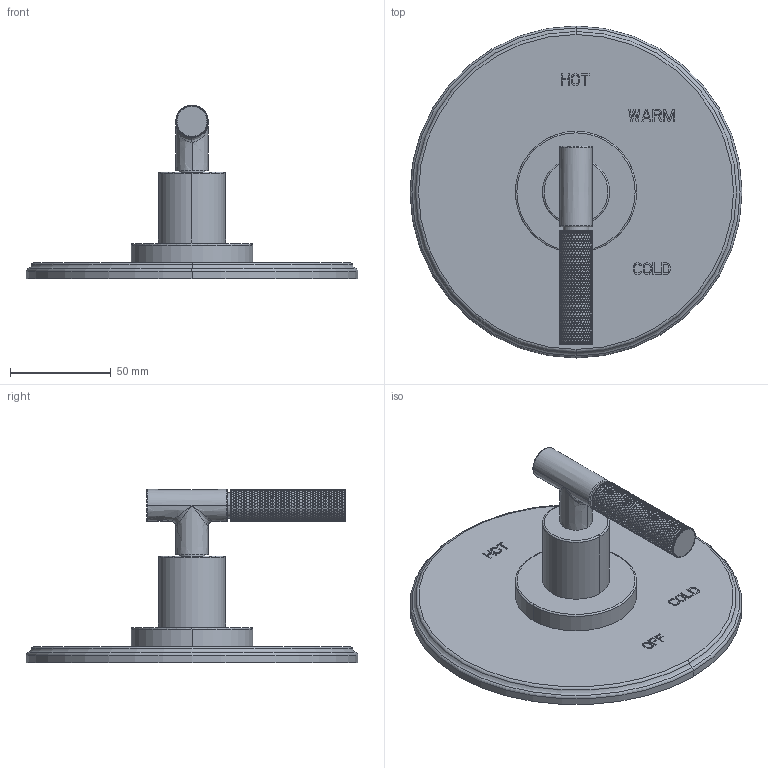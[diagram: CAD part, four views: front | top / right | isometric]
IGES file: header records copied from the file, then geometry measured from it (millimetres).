
Start section:  PTC IGES file: 4-3294bp.igs
Global section: file name: 4-3294bp.igs; native system: Creo Parametric by PTC Inc.; preprocessor: 2018400; author: jinson.thomas; organization: Unknown; date: 20210920.162340; units: inch
Bounding box: 165.1 x 165.1 x 86.21 mm (x, y, z)
Volume: 247768.7 mm3; surface area: 58558 mm2
Topology: 1 solids, 1 shells, 7936 faces, 16469 edges, 8563 vertices
Faces by surface type: bspline 6414, revolution 1522
